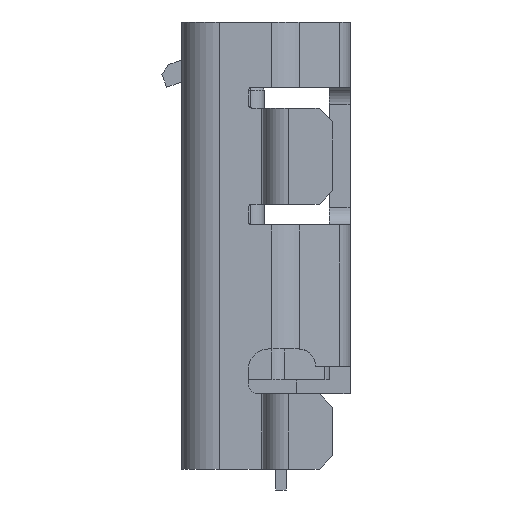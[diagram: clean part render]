
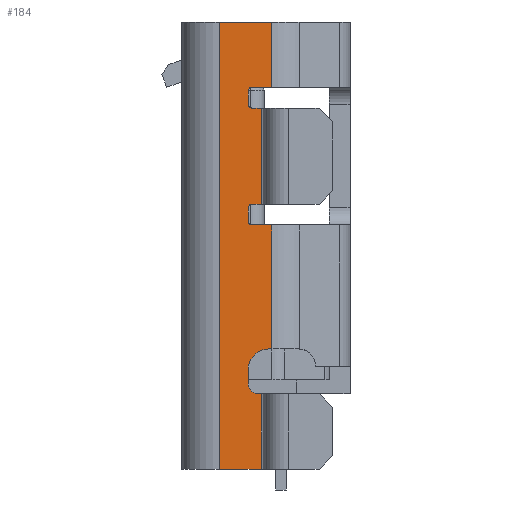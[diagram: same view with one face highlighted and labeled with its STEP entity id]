
A CAD part, left-side view. The second image highlights one B-rep face of the part: STEP entity #184.
In plain terms, the highlighted planar face has unit normal (-1, 0, 0).
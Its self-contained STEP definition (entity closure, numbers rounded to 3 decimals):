
#184=ADVANCED_FACE('',(#810),#811,.T.);
#810=FACE_OUTER_BOUND('',#1838,.T.);
#811=PLANE('',#1839);
#1838=EDGE_LOOP('',(#3798,#3799,#3800,#3801,#3802,#3803,#3804,#3805,#3806,#3807,#3808,#3809,#3810,#3811,#3812,#3813,#3814,#3815,#3816,#3817,#3818,#3819));
#1839=AXIS2_PLACEMENT_3D('',#3820,#3821,#3822);
#3798=ORIENTED_EDGE('',*,*,#7749,.T.);
#3799=ORIENTED_EDGE('',*,*,#7688,.F.);
#3800=ORIENTED_EDGE('',*,*,#7748,.T.);
#3801=ORIENTED_EDGE('',*,*,#7737,.T.);
#3802=ORIENTED_EDGE('',*,*,#7750,.T.);
#3803=ORIENTED_EDGE('',*,*,#7751,.T.);
#3804=ORIENTED_EDGE('',*,*,#7752,.T.);
#3805=ORIENTED_EDGE('',*,*,#7753,.T.);
#3806=ORIENTED_EDGE('',*,*,#7754,.T.);
#3807=ORIENTED_EDGE('',*,*,#7755,.F.);
#3808=ORIENTED_EDGE('',*,*,#7756,.T.);
#3809=ORIENTED_EDGE('',*,*,#7757,.T.);
#3810=ORIENTED_EDGE('',*,*,#7758,.T.);
#3811=ORIENTED_EDGE('',*,*,#7721,.F.);
#3812=ORIENTED_EDGE('',*,*,#7746,.T.);
#3813=ORIENTED_EDGE('',*,*,#7062,.F.);
#3814=ORIENTED_EDGE('',*,*,#7759,.F.);
#3815=ORIENTED_EDGE('',*,*,#7455,.F.);
#3816=ORIENTED_EDGE('',*,*,#7760,.T.);
#3817=ORIENTED_EDGE('',*,*,#7492,.T.);
#3818=ORIENTED_EDGE('',*,*,#7761,.T.);
#3819=ORIENTED_EDGE('',*,*,#7694,.T.);
#3820=CARTESIAN_POINT('',(-3.75,0.675,-3.25));
#3821=DIRECTION('',(-1.0,0.0,0.0));
#3822=DIRECTION('',(0.0,0.0,1.0));
#7062=EDGE_CURVE('',#8565,#8567,#8568,.T.);
#7455=EDGE_CURVE('',#9329,#9331,#9332,.T.);
#7492=EDGE_CURVE('',#9398,#9396,#9399,.T.);
#7688=EDGE_CURVE('',#9751,#9753,#9754,.T.);
#7694=EDGE_CURVE('',#9763,#9761,#9764,.T.);
#7721=EDGE_CURVE('',#9807,#9809,#9810,.T.);
#7737=EDGE_CURVE('',#9835,#9833,#9836,.T.);
#7746=EDGE_CURVE('',#9807,#8567,#9848,.T.);
#7748=EDGE_CURVE('',#9751,#9835,#9850,.T.);
#7749=EDGE_CURVE('',#9761,#9753,#9851,.T.);
#7750=EDGE_CURVE('',#9833,#9852,#9853,.T.);
#7751=EDGE_CURVE('',#9852,#9854,#9855,.T.);
#7752=EDGE_CURVE('',#9854,#9856,#9857,.T.);
#7753=EDGE_CURVE('',#9856,#9858,#9859,.T.);
#7754=EDGE_CURVE('',#9858,#9860,#9861,.T.);
#7755=EDGE_CURVE('',#9862,#9860,#9863,.T.);
#7756=EDGE_CURVE('',#9862,#9864,#9865,.T.);
#7757=EDGE_CURVE('',#9864,#9866,#9867,.T.);
#7758=EDGE_CURVE('',#9866,#9809,#9868,.T.);
#7759=EDGE_CURVE('',#9331,#8565,#9869,.T.);
#7760=EDGE_CURVE('',#9329,#9398,#9870,.T.);
#7761=EDGE_CURVE('',#9396,#9763,#9871,.T.);
#8565=VERTEX_POINT('',#10913);
#8567=VERTEX_POINT('',#10915);
#8568=LINE('',#10916,#10917);
#9329=VERTEX_POINT('',#11939);
#9331=VERTEX_POINT('',#11941);
#9332=LINE('',#11942,#11943);
#9396=VERTEX_POINT('',#12032);
#9398=VERTEX_POINT('',#12035);
#9399=LINE('',#12036,#12037);
#9751=VERTEX_POINT('',#12556);
#9753=VERTEX_POINT('',#12558);
#9754=LINE('',#12559,#12560);
#9761=VERTEX_POINT('',#12570);
#9763=VERTEX_POINT('',#12573);
#9764=LINE('',#12574,#12575);
#9807=VERTEX_POINT('',#12635);
#9809=VERTEX_POINT('',#12637);
#9810=LINE('',#12638,#12639);
#9833=VERTEX_POINT('',#12672);
#9835=VERTEX_POINT('',#12675);
#9836=LINE('',#12676,#12677);
#9848=LINE('',#12701,#12702);
#9850=LINE('',#12708,#12709);
#9851=CIRCLE('',#12710,0.3);
#9852=VERTEX_POINT('',#12711);
#9853=CIRCLE('',#12712,0.05);
#9854=VERTEX_POINT('',#12713);
#9855=LINE('',#12714,#12715);
#9856=VERTEX_POINT('',#12716);
#9857=CIRCLE('',#12717,0.05);
#9858=VERTEX_POINT('',#12718);
#9859=LINE('',#12719,#12720);
#9860=VERTEX_POINT('',#12721);
#9861=LINE('',#12722,#12723);
#9862=VERTEX_POINT('',#12724);
#9863=LINE('',#12725,#12726);
#9864=VERTEX_POINT('',#12727);
#9865=CIRCLE('',#12728,0.05);
#9866=VERTEX_POINT('',#12729);
#9867=LINE('',#12730,#12731);
#9868=CIRCLE('',#12732,0.05);
#9869=LINE('',#12733,#12734);
#9870=LINE('',#12735,#12736);
#9871=CIRCLE('',#12737,0.15);
#10913=CARTESIAN_POINT('',(-3.75,0.675,3.25));
#10915=CARTESIAN_POINT('',(-3.75,-0.089,3.25));
#10916=CARTESIAN_POINT('',(-3.75,0.675,3.25));
#10917=VECTOR('',#14366,0.764);
#11939=CARTESIAN_POINT('',(-3.75,0.065,-3.25));
#11941=CARTESIAN_POINT('',(-3.75,0.675,-3.25));
#11942=CARTESIAN_POINT('',(-3.75,0.065,-3.25));
#11943=VECTOR('',#15021,0.61);
#12032=CARTESIAN_POINT('',(-3.75,0.105,-2.15));
#12035=CARTESIAN_POINT('',(-3.75,0.065,-2.15));
#12036=CARTESIAN_POINT('',(-3.75,0.065,-2.15));
#12037=VECTOR('',#15078,0.04);
#12556=CARTESIAN_POINT('',(-3.75,-0.089,-1.5));
#12558=CARTESIAN_POINT('',(-3.75,-0.045,-1.5));
#12559=CARTESIAN_POINT('',(-3.75,-0.089,-1.5));
#12560=VECTOR('',#15341,0.044);
#12570=CARTESIAN_POINT('',(-3.75,0.255,-1.8));
#12573=CARTESIAN_POINT('',(-3.75,0.255,-2.0));
#12574=CARTESIAN_POINT('',(-3.75,0.255,-2.0));
#12575=VECTOR('',#15349,0.2);
#12635=CARTESIAN_POINT('',(-3.75,-0.089,2.301));
#12637=CARTESIAN_POINT('',(-3.75,0.205,2.301));
#12638=CARTESIAN_POINT('',(-3.75,-0.089,2.301));
#12639=VECTOR('',#15394,0.294);
#12672=CARTESIAN_POINT('',(-3.75,0.205,0.301));
#12675=CARTESIAN_POINT('',(-3.75,-0.089,0.301));
#12676=CARTESIAN_POINT('',(-3.75,-0.089,0.301));
#12677=VECTOR('',#15418,0.294);
#12701=CARTESIAN_POINT('',(-3.75,-0.089,2.301));
#12702=VECTOR('',#15430,0.949);
#12708=CARTESIAN_POINT('',(-3.75,-0.089,-1.5));
#12709=VECTOR('',#15431,1.801);
#12710=AXIS2_PLACEMENT_3D('',#15432,#15433,#15434);
#12711=CARTESIAN_POINT('',(-3.75,0.255,0.351));
#12712=AXIS2_PLACEMENT_3D('',#15435,#15436,#15437);
#12713=CARTESIAN_POINT('',(-3.75,0.255,0.55));
#12714=CARTESIAN_POINT('',(-3.75,0.255,0.351));
#12715=VECTOR('',#15438,0.199);
#12716=CARTESIAN_POINT('',(-3.75,0.205,0.6));
#12717=AXIS2_PLACEMENT_3D('',#15439,#15440,#15441);
#12718=CARTESIAN_POINT('',(-3.75,0.065,0.6));
#12719=CARTESIAN_POINT('',(-3.75,0.205,0.6));
#12720=VECTOR('',#15442,0.14);
#12721=CARTESIAN_POINT('',(-3.75,0.065,2.0));
#12722=CARTESIAN_POINT('',(-3.75,0.065,0.6));
#12723=VECTOR('',#15443,1.4);
#12724=CARTESIAN_POINT('',(-3.75,0.205,2.0));
#12725=CARTESIAN_POINT('',(-3.75,0.205,2.0));
#12726=VECTOR('',#15444,0.14);
#12727=CARTESIAN_POINT('',(-3.75,0.255,2.05));
#12728=AXIS2_PLACEMENT_3D('',#15445,#15446,#15447);
#12729=CARTESIAN_POINT('',(-3.75,0.255,2.251));
#12730=CARTESIAN_POINT('',(-3.75,0.255,2.05));
#12731=VECTOR('',#15448,0.201);
#12732=AXIS2_PLACEMENT_3D('',#15449,#15450,#15451);
#12733=CARTESIAN_POINT('',(-3.75,0.675,-3.25));
#12734=VECTOR('',#15452,6.5);
#12735=CARTESIAN_POINT('',(-3.75,0.065,-3.25));
#12736=VECTOR('',#15453,1.1);
#12737=AXIS2_PLACEMENT_3D('',#15454,#15455,#15456);
#14366=DIRECTION('',(0.0,-1.0,0.0));
#15021=DIRECTION('',(0.0,1.0,0.0));
#15078=DIRECTION('',(0.,1.0,0.0));
#15341=DIRECTION('',(0.0,1.0,0.0));
#15349=DIRECTION('',(0.0,0.0,1.0));
#15394=DIRECTION('',(0.0,1.0,0.0));
#15418=DIRECTION('',(0.0,1.0,0.0));
#15430=DIRECTION('',(0.0,0.0,1.0));
#15431=DIRECTION('',(0.0,0.0,1.0));
#15432=CARTESIAN_POINT('',(-3.75,-0.045,-1.8));
#15433=DIRECTION('',(1.0,0.0,0.0));
#15434=DIRECTION('',(0.0,1.0,0.0));
#15435=CARTESIAN_POINT('',(-3.75,0.205,0.351));
#15436=DIRECTION('',(1.0,0.0,0.0));
#15437=DIRECTION('',(0.0,0.0,-1.0));
#15438=DIRECTION('',(0.0,0.0,1.0));
#15439=CARTESIAN_POINT('',(-3.75,0.205,0.55));
#15440=DIRECTION('',(1.0,0.0,0.0));
#15441=DIRECTION('',(0.0,1.0,0.0));
#15442=DIRECTION('',(0.0,-1.0,0.0));
#15443=DIRECTION('',(0.0,0.0,1.0));
#15444=DIRECTION('',(0.0,-1.0,0.0));
#15445=CARTESIAN_POINT('',(-3.75,0.205,2.05));
#15446=DIRECTION('',(1.0,0.0,0.0));
#15447=DIRECTION('',(0.0,0.0,-1.0));
#15448=DIRECTION('',(0.0,0.0,1.0));
#15449=CARTESIAN_POINT('',(-3.75,0.205,2.251));
#15450=DIRECTION('',(1.0,0.0,0.0));
#15451=DIRECTION('',(0.0,1.0,0.0));
#15452=DIRECTION('',(0.0,0.0,1.0));
#15453=DIRECTION('',(0.0,0.0,1.0));
#15454=CARTESIAN_POINT('',(-3.75,0.105,-2.0));
#15455=DIRECTION('',(1.0,0.0,0.0));
#15456=DIRECTION('',(0.0,0.0,-1.0));
